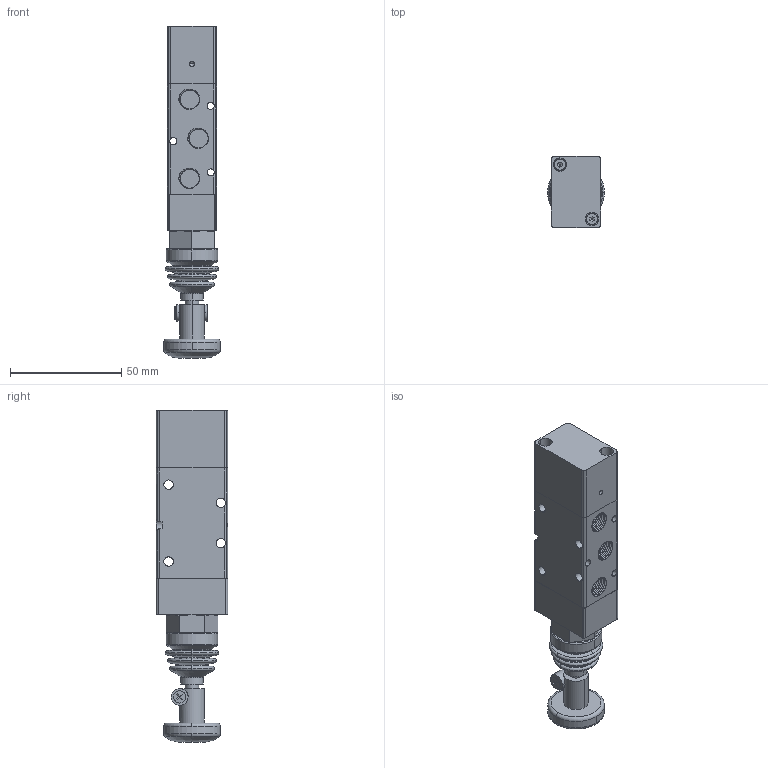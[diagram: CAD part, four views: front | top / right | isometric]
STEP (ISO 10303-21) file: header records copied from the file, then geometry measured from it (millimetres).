
FILE_DESCRIPTION(( '521CT.stp' ), '1');
FILE_NAME( '521CT.stp', '2019-02-01T14:48:22',( 'Sopra'),('sopra-pneumatic.com'), 'SwSTEP 2.0','SolidWorks 2009','' );
FILE_SCHEMA(('CONFIG_CONTROL_DESIGN'));
Length unit declared in the file: millimetre
Products named in the file (10): 00_111_4; 521 TELO; PART1; X21 PNEUMATIKA; PART2; ~~PART1; GUMA RAVNA; ~~~PART1; 521 LL90; PART1A
Assembly tree (7 placements, depth 3):
  00_111_4
    521 TELO
      PART1
    X21 PNEUMATIKA
      PART2
    ~~PART1
    GUMA RAVNA
      ~~~PART1
  521 LL90
  PART1A
Bounding box: 25.5 x 32 x 149 mm (x, y, z)
Surface area: 26072.9 mm2 (no closed solid volume)
Topology: 0 solids, 4 shells, 451 faces, 1244 edges, 814 vertices
Faces by surface type: cylinder 245, plane 108, cone 42, bspline 36, torus 20
Entity records: 32825 total; most frequent: CARTESIAN_POINT 21608, ORIENTED_EDGE 2484, DIRECTION 2090, EDGE_CURVE 1242, AXIS2_PLACEMENT_3D 821, VERTEX_POINT 814, EDGE_LOOP 490, FACE_OUTER_BOUND 451
